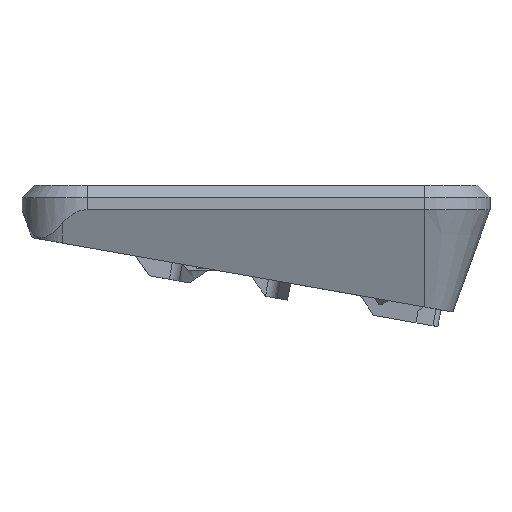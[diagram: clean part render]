
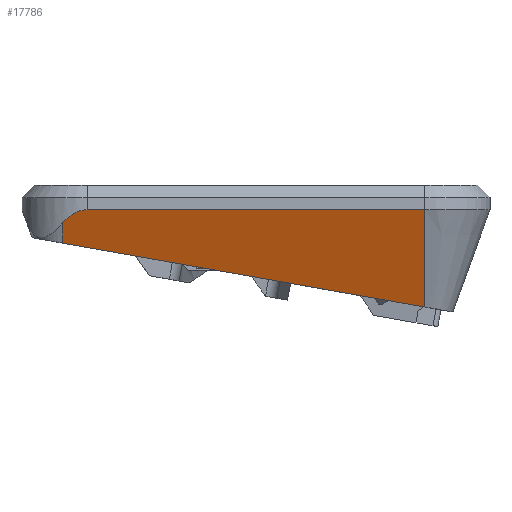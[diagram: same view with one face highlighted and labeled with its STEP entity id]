
A CAD part, front view. The second image highlights one B-rep face of the part: STEP entity #17786.
In plain terms, the highlighted planar face has unit normal (0, -0.94, -0.342).
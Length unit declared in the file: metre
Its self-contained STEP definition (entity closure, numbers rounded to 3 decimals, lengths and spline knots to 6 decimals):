
#821=LINE('',#26019,#2578);
#1285=LINE('',#27667,#3042);
#1286=LINE('',#27669,#3043);
#1287=LINE('',#27673,#3044);
#2578=VECTOR('',#20524,1.);
#3042=VECTOR('',#21876,1.);
#3043=VECTOR('',#21877,1.);
#3044=VECTOR('',#21880,1.);
#4308=ELLIPSE('',#19115,0.046781,0.016);
#5756=ORIENTED_EDGE('',*,*,#10764,.T.);
#5757=ORIENTED_EDGE('',*,*,#10765,.F.);
#5758=ORIENTED_EDGE('',*,*,#10766,.F.);
#5759=ORIENTED_EDGE('',*,*,#10767,.T.);
#5760=ORIENTED_EDGE('',*,*,#10030,.F.);
#10030=EDGE_CURVE('',#12705,#12706,#821,.T.);
#10764=EDGE_CURVE('',#12705,#13240,#1285,.T.);
#10765=EDGE_CURVE('',#13241,#13240,#1286,.T.);
#10766=EDGE_CURVE('',#13242,#13241,#4308,.F.);
#10767=EDGE_CURVE('',#13242,#12706,#1287,.T.);
#12705=VERTEX_POINT('',#26018);
#12706=VERTEX_POINT('',#26020);
#13240=VERTEX_POINT('',#27668);
#13241=VERTEX_POINT('',#27670);
#13242=VERTEX_POINT('',#27672);
#14982=EDGE_LOOP('',(#5756,#5757,#5758,#5759,#5760));
#16131=FACE_BOUND('',#14982,.T.);
#17160=PLANE('',#19114);
#17786=ADVANCED_FACE('',(#16131),#17160,.T.);
#19114=AXIS2_PLACEMENT_3D('',#27666,#21874,#21875);
#19115=AXIS2_PLACEMENT_3D('',#27671,#21878,#21879);
#20524=DIRECTION('',(-0.983,-0.063,0.173));
#21874=DIRECTION('',(0.,-0.94,-0.342));
#21875=DIRECTION('',(1.,0.,0.));
#21876=DIRECTION('',(0.,-0.342,0.94));
#21877=DIRECTION('',(1.,0.,0.));
#21878=DIRECTION('',(0.,-0.94,-0.342));
#21879=DIRECTION('',(0.,0.342,-0.94));
#21880=DIRECTION('',(0.,0.342,-0.94));
#26018=CARTESIAN_POINT('',(0.0751,-0.044647,-0.000285));
#26019=CARTESIAN_POINT('',(0.03803,-0.047026,0.006251));
#26020=CARTESIAN_POINT('',(-0.0139,-0.050358,0.015408));
#27666=CARTESIAN_POINT('',(0.0381,-0.047153,0.0066));
#27667=CARTESIAN_POINT('',(0.0751,-0.047153,0.0066));
#27668=CARTESIAN_POINT('',(0.0751,-0.05334,0.0236));
#27669=CARTESIAN_POINT('',(0.0751,-0.05334,0.0236));
#27670=CARTESIAN_POINT('',(-0.0079,-0.05334,0.0236));
#27671=CARTESIAN_POINT('',(-0.0079,-0.03734,-0.02036));
#27672=CARTESIAN_POINT('',(-0.0139,-0.052172,0.020392));
#27673=CARTESIAN_POINT('',(-0.0139,-0.05334,0.0236));
